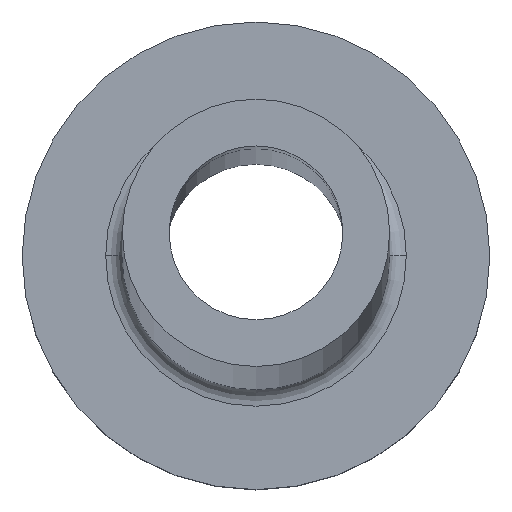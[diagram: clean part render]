
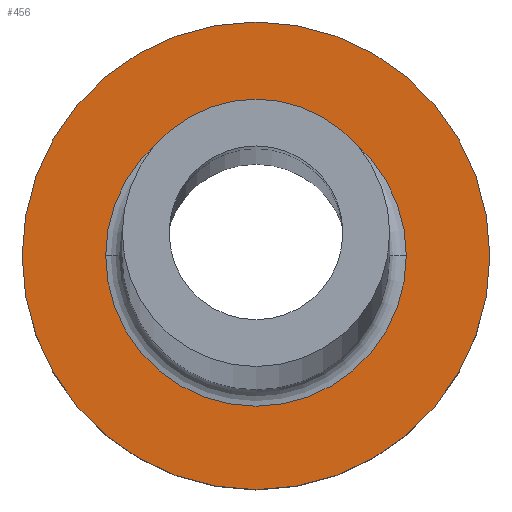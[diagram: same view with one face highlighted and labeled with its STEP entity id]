
A CAD part, top view. The second image highlights one B-rep face of the part: STEP entity #456.
In plain terms, the highlighted planar face has unit normal (0, 0, 1).
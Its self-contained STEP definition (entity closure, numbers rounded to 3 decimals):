
#10 = CARTESIAN_POINT ( 'NONE',  ( -4.5, 0., 5. ) ) ;
#22 = DIRECTION ( 'NONE',  ( 0., 0., -1. ) ) ;
#38 = AXIS2_PLACEMENT_3D ( 'NONE', #82, #227, #224 ) ;
#48 = EDGE_CURVE ( 'NONE', #170, #309, #142, .T. ) ;
#53 = ORIENTED_EDGE ( 'NONE', *, *, #287, .T. ) ;
#68 = EDGE_LOOP ( 'NONE', ( #380, #53 ) ) ;
#69 = CIRCLE ( 'NONE', #341, 7. ) ;
#82 = CARTESIAN_POINT ( 'NONE',  ( 0., 0., 5. ) ) ;
#83 = EDGE_LOOP ( 'NONE', ( #194, #209 ) ) ;
#89 = AXIS2_PLACEMENT_3D ( 'NONE', #443, #124, #307 ) ;
#107 = CARTESIAN_POINT ( 'NONE',  ( 0., 0., 5. ) ) ;
#115 = DIRECTION ( 'NONE',  ( 1., 0., 0. ) ) ;
#124 = DIRECTION ( 'NONE',  ( 0., 0., 1. ) ) ;
#133 = CARTESIAN_POINT ( 'NONE',  ( 0., 0., 5. ) ) ;
#142 = CIRCLE ( 'NONE', #396, 4.5 ) ;
#150 = EDGE_CURVE ( 'NONE', #284, #340, #156, .T. ) ;
#156 = CIRCLE ( 'NONE', #89, 7. ) ;
#162 = FACE_OUTER_BOUND ( 'NONE', #83, .T. ) ;
#170 = VERTEX_POINT ( 'NONE', #258 ) ;
#194 = ORIENTED_EDGE ( 'NONE', *, *, #232, .T. ) ;
#196 = AXIS2_PLACEMENT_3D ( 'NONE', #339, #22, #450 ) ;
#209 = ORIENTED_EDGE ( 'NONE', *, *, #150, .T. ) ;
#224 = DIRECTION ( 'NONE',  ( 1., 0., 0. ) ) ;
#227 = DIRECTION ( 'NONE',  ( 0., 0., 1. ) ) ;
#232 = EDGE_CURVE ( 'NONE', #340, #284, #69, .T. ) ;
#245 = DIRECTION ( 'NONE',  ( 0., 0., 1. ) ) ;
#258 = CARTESIAN_POINT ( 'NONE',  ( 4.5, 0., 5. ) ) ;
#284 = VERTEX_POINT ( 'NONE', #343 ) ;
#287 = EDGE_CURVE ( 'NONE', #309, #170, #448, .T. ) ;
#307 = DIRECTION ( 'NONE',  ( 1., 0., 0. ) ) ;
#309 = VERTEX_POINT ( 'NONE', #10 ) ;
#313 = PLANE ( 'NONE',  #38 ) ;
#339 = CARTESIAN_POINT ( 'NONE',  ( 0., 0., 5. ) ) ;
#340 = VERTEX_POINT ( 'NONE', #434 ) ;
#341 = AXIS2_PLACEMENT_3D ( 'NONE', #133, #245, #416 ) ;
#343 = CARTESIAN_POINT ( 'NONE',  ( 7., 0., 5. ) ) ;
#373 = FACE_BOUND ( 'NONE', #68, .T. ) ;
#380 = ORIENTED_EDGE ( 'NONE', *, *, #48, .T. ) ;
#396 = AXIS2_PLACEMENT_3D ( 'NONE', #107, #423, #115 ) ;
#416 = DIRECTION ( 'NONE',  ( 1., 0., 0. ) ) ;
#423 = DIRECTION ( 'NONE',  ( 0., 0., -1. ) ) ;
#434 = CARTESIAN_POINT ( 'NONE',  ( -7., 0., 5. ) ) ;
#443 = CARTESIAN_POINT ( 'NONE',  ( 0., 0., 5. ) ) ;
#448 = CIRCLE ( 'NONE', #196, 4.5 ) ;
#450 = DIRECTION ( 'NONE',  ( 1., 0., 0. ) ) ;
#456 = ADVANCED_FACE ( 'NONE', ( #373, #162 ), #313, .T. ) ;
